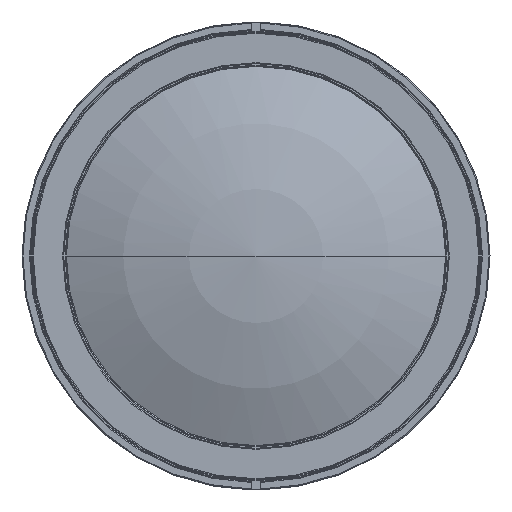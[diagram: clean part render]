
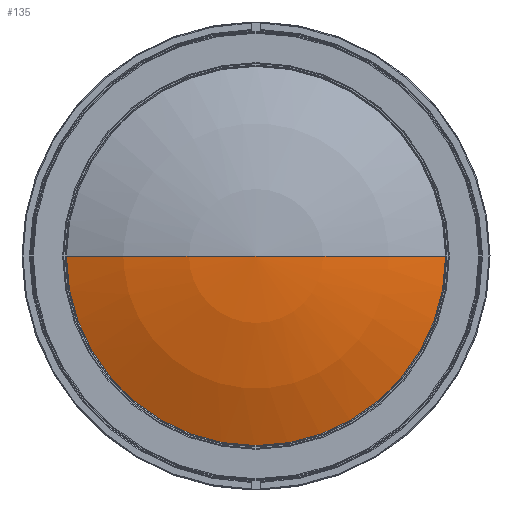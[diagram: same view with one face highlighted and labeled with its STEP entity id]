
A CAD part, left-side view. The second image highlights one B-rep face of the part: STEP entity #135.
In plain terms, the highlighted spherical face has radius 101.62 mm.
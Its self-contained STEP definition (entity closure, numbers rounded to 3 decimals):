
#18=CARTESIAN_POINT('',(102.76,0.,
0.));
#19=DIRECTION('',(0.,0.,1.));
#20=DIRECTION('',(-0.911,0.411,0.));
#21=AXIS2_PLACEMENT_3D('',#18,#19,#20);
#23=CARTESIAN_POINT('',(102.76,0.,
0.));
#24=DIRECTION('',(0.,0.,1.));
#25=DIRECTION('',(-1.,0.,0.));
#26=AXIS2_PLACEMENT_3D('',#23,#24,#25);
#28=CARTESIAN_POINT('',(10.135,0.,0.));
#29=DIRECTION('',(1.,0.,0.));
#30=DIRECTION('',(0.,-1.,0.));
#31=AXIS2_PLACEMENT_3D('',#28,#29,#30);
#116=CARTESIAN_POINT('',(10.135,41.8,0.));
#117=VERTEX_POINT('',#116);
#118=CARTESIAN_POINT('',(10.135,-41.8,0.));
#119=VERTEX_POINT('',#118);
#120=CARTESIAN_POINT('',(1.14,0.,0.));
#121=VERTEX_POINT('',#120);
#122=CARTESIAN_POINT('',(102.76,0.,
0.));
#123=DIRECTION('',(-1.,0.,0.));
#124=DIRECTION('',(0.,1.,0.));
#125=AXIS2_PLACEMENT_3D('',#122,#123,#124);
#126=SPHERICAL_SURFACE('',#125,101.62);
#128=ORIENTED_EDGE('',*,*,#127,.T.);
#130=ORIENTED_EDGE('',*,*,#129,.T.);
#132=ORIENTED_EDGE('',*,*,#131,.T.);
#133=EDGE_LOOP('',(#128,#130,#132));
#134=FACE_OUTER_BOUND('',#133,.F.);
#22=CIRCLE('',#21,101.62);
#27=CIRCLE('',#26,101.62);
#32=CIRCLE('',#31,41.8);
#127=EDGE_CURVE('',#117,#121,#22,.T.);
#129=EDGE_CURVE('',#121,#119,#27,.T.);
#131=EDGE_CURVE('',#119,#117,#32,.T.);
#135=ADVANCED_FACE('',(#134),#126,.T.);
